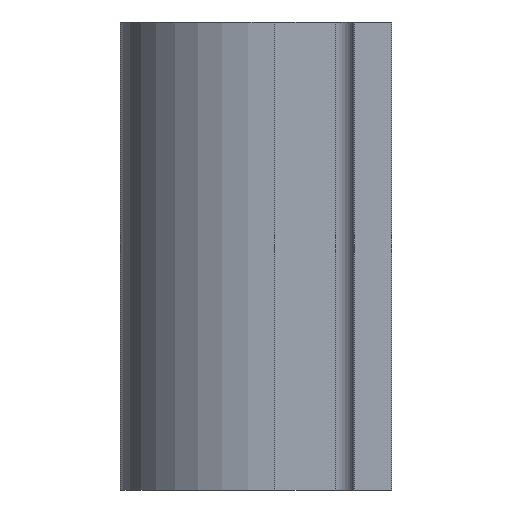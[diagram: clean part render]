
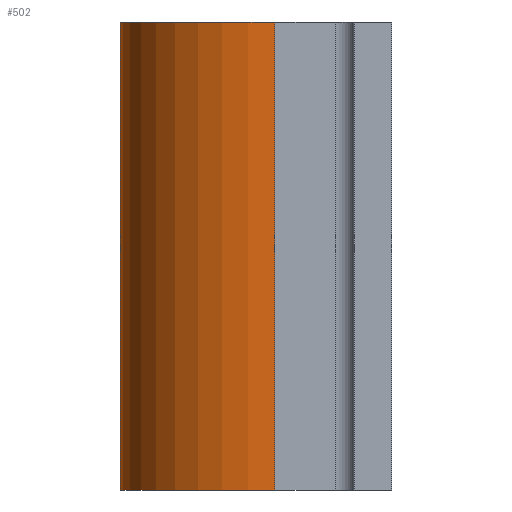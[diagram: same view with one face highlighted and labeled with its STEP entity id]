
A CAD part, left-side view. The second image highlights one B-rep face of the part: STEP entity #502.
In plain terms, the highlighted cylindrical face has radius 6.287 mm (diameter 12.573 mm), a partial arc.
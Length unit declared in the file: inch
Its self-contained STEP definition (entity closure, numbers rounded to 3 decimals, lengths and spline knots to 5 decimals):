
#15 = DIRECTION ( 'NONE',  ( 1., 0., 0. ) ) ;
#19 = FACE_OUTER_BOUND ( 'NONE', #270, .T. ) ;
#25 = EDGE_CURVE ( 'NONE', #258, #154, #515, .T. ) ;
#42 = VECTOR ( 'NONE', #207, 39.37008 ) ;
#53 = EDGE_CURVE ( 'NONE', #215, #258, #191, .T. ) ;
#59 = CARTESIAN_POINT ( 'NONE',  ( 1.2775, 0.1875, 0.375 ) ) ;
#60 = CARTESIAN_POINT ( 'NONE',  ( 0.7825, 0.1875, 0.375 ) ) ;
#77 = ORIENTED_EDGE ( 'NONE', *, *, #220, .T. ) ;
#103 = ORIENTED_EDGE ( 'NONE', *, *, #499, .T. ) ;
#133 = CARTESIAN_POINT ( 'NONE',  ( 1.03, 0.1875, -0.375 ) ) ;
#137 = CARTESIAN_POINT ( 'NONE',  ( 1.03, 0.1875, 0.375 ) ) ;
#145 = AXIS2_PLACEMENT_3D ( 'NONE', #137, #297, #340 ) ;
#154 = VERTEX_POINT ( 'NONE', #405 ) ;
#158 = CARTESIAN_POINT ( 'NONE',  ( 0.7825, 0.1875, -0.375 ) ) ;
#173 = VERTEX_POINT ( 'NONE', #59 ) ;
#179 = VECTOR ( 'NONE', #428, 39.37008 ) ;
#191 = LINE ( 'NONE', #339, #179 ) ;
#207 = DIRECTION ( 'NONE',  ( 0., 0., -1. ) ) ;
#215 = VERTEX_POINT ( 'NONE', #60 ) ;
#220 = EDGE_CURVE ( 'NONE', #215, #173, #233, .T. ) ;
#233 = CIRCLE ( 'NONE', #533, 0.2475 ) ;
#258 = VERTEX_POINT ( 'NONE', #158 ) ;
#270 = EDGE_LOOP ( 'NONE', ( #375, #290, #77, #103 ) ) ;
#283 = DIRECTION ( 'NONE',  ( 0., 0., -1. ) ) ;
#290 = ORIENTED_EDGE ( 'NONE', *, *, #53, .F. ) ;
#297 = DIRECTION ( 'NONE',  ( 0., 0., -1. ) ) ;
#303 = DIRECTION ( 'NONE',  ( 0., 0., -1. ) ) ;
#305 = AXIS2_PLACEMENT_3D ( 'NONE', #133, #303, #346 ) ;
#339 = CARTESIAN_POINT ( 'NONE',  ( 0.7825, 0.1875, 0.375 ) ) ;
#340 = DIRECTION ( 'NONE',  ( -1., 0., 0. ) ) ;
#346 = DIRECTION ( 'NONE',  ( 1., 0., 0. ) ) ;
#359 = CYLINDRICAL_SURFACE ( 'NONE', #145, 0.2475 ) ;
#375 = ORIENTED_EDGE ( 'NONE', *, *, #25, .F. ) ;
#405 = CARTESIAN_POINT ( 'NONE',  ( 1.2775, 0.1875, -0.375 ) ) ;
#424 = CARTESIAN_POINT ( 'NONE',  ( 1.2775, 0.1875, 0.375 ) ) ;
#428 = DIRECTION ( 'NONE',  ( 0., 0., -1. ) ) ;
#495 = LINE ( 'NONE', #424, #42 ) ;
#499 = EDGE_CURVE ( 'NONE', #173, #154, #495, .T. ) ;
#502 = ADVANCED_FACE ( 'NONE', ( #19 ), #359, .T. ) ;
#515 = CIRCLE ( 'NONE', #305, 0.2475 ) ;
#531 = CARTESIAN_POINT ( 'NONE',  ( 1.03, 0.1875, 0.375 ) ) ;
#533 = AXIS2_PLACEMENT_3D ( 'NONE', #531, #283, #15 ) ;
